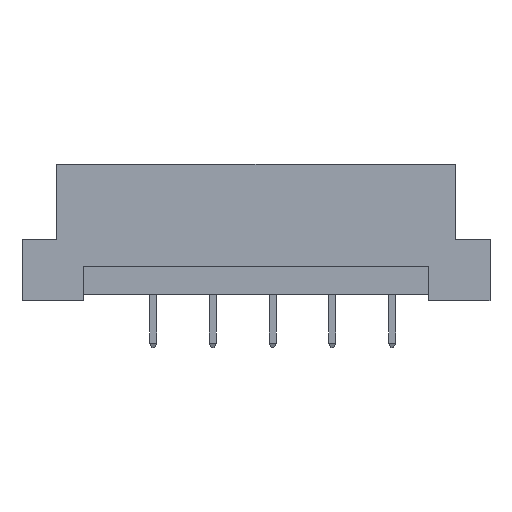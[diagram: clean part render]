
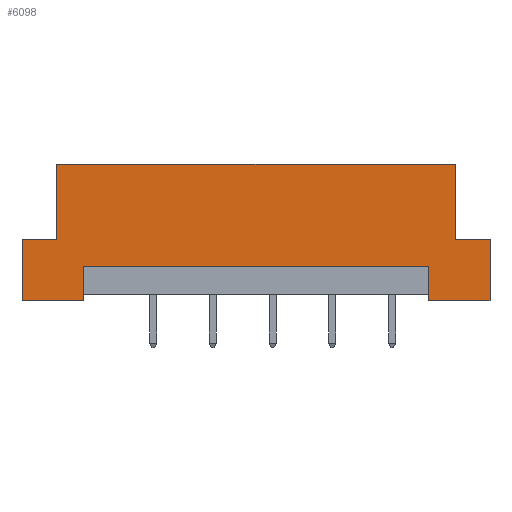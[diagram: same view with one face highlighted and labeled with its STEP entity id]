
A CAD part, front view. The second image highlights one B-rep face of the part: STEP entity #6098.
In plain terms, the highlighted planar face has unit normal (0, -1, 0).
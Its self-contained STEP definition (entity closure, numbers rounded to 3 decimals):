
#118 = CARTESIAN_POINT ( 'NONE',  ( 14.69, 0., 0. ) ) ;
#127 = DIRECTION ( 'NONE',  ( 0., 0., -1. ) ) ;
#371 = DIRECTION ( 'NONE',  ( 1., 0., 0. ) ) ;
#393 = CARTESIAN_POINT ( 'NONE',  ( -19.9, 0., 0. ) ) ;
#487 = EDGE_CURVE ( 'NONE', #3671, #4538, #4074, .T. ) ;
#506 = DIRECTION ( 'NONE',  ( 1., 0., 0. ) ) ;
#649 = ORIENTED_EDGE ( 'NONE', *, *, #1753, .F. ) ;
#724 = LINE ( 'NONE', #2745, #3404 ) ;
#785 = VERTEX_POINT ( 'NONE', #6367 ) ;
#885 = EDGE_CURVE ( 'NONE', #1568, #6169, #1527, .T. ) ;
#1091 = ORIENTED_EDGE ( 'NONE', *, *, #2924, .F. ) ;
#1094 = VECTOR ( 'NONE', #506, 1000. ) ;
#1112 = LINE ( 'NONE', #3136, #4296 ) ;
#1156 = CARTESIAN_POINT ( 'NONE',  ( -19.9, 0., 5.2 ) ) ;
#1239 = PLANE ( 'NONE',  #5538 ) ;
#1267 = EDGE_CURVE ( 'NONE', #1457, #1568, #3924, .T. ) ;
#1365 = VERTEX_POINT ( 'NONE', #5997 ) ;
#1457 = VERTEX_POINT ( 'NONE', #3705 ) ;
#1503 = EDGE_CURVE ( 'NONE', #5479, #5458, #724, .T. ) ;
#1527 = LINE ( 'NONE', #5019, #1094 ) ;
#1568 = VERTEX_POINT ( 'NONE', #1156 ) ;
#1753 = EDGE_CURVE ( 'NONE', #6169, #1365, #4256, .T. ) ;
#1760 = CARTESIAN_POINT ( 'NONE',  ( -16.94, 0., 5.2 ) ) ;
#1785 = CARTESIAN_POINT ( 'NONE',  ( -19.9, 0., 11.6 ) ) ;
#2021 = DIRECTION ( 'NONE',  ( -1., 0., 0. ) ) ;
#2305 = VECTOR ( 'NONE', #4812, 1000. ) ;
#2318 = DIRECTION ( 'NONE',  ( 0., 0., 1. ) ) ;
#2441 = EDGE_CURVE ( 'NONE', #5817, #785, #2878, .T. ) ;
#2539 = DIRECTION ( 'NONE',  ( 0., 0., 1. ) ) ;
#2553 = LINE ( 'NONE', #4069, #3867 ) ;
#2567 = ORIENTED_EDGE ( 'NONE', *, *, #4931, .F. ) ;
#2574 = VECTOR ( 'NONE', #4577, 1000. ) ;
#2632 = EDGE_LOOP ( 'NONE', ( #2697, #4712, #5981, #4690, #2567, #3537, #1091, #649, #5495, #2893, #5846, #3981 ) ) ;
#2667 = CARTESIAN_POINT ( 'NONE',  ( 19.9, 0., 0. ) ) ;
#2697 = ORIENTED_EDGE ( 'NONE', *, *, #4582, .F. ) ;
#2712 = CARTESIAN_POINT ( 'NONE',  ( 14.69, 0., 2.9 ) ) ;
#2745 = CARTESIAN_POINT ( 'NONE',  ( -14.69, 0., 0.5 ) ) ;
#2828 = VECTOR ( 'NONE', #5932, 1000. ) ;
#2862 = CARTESIAN_POINT ( 'NONE',  ( -16.94, 0., 5.2 ) ) ;
#2878 = LINE ( 'NONE', #5305, #2828 ) ;
#2893 = ORIENTED_EDGE ( 'NONE', *, *, #1267, .F. ) ;
#2924 = EDGE_CURVE ( 'NONE', #1365, #785, #4317, .T. ) ;
#2956 = CARTESIAN_POINT ( 'NONE',  ( 19.9, 0., 5.2 ) ) ;
#2983 = VECTOR ( 'NONE', #2539, 1000. ) ;
#3061 = DIRECTION ( 'NONE',  ( 0., 0., -1. ) ) ;
#3136 = CARTESIAN_POINT ( 'NONE',  ( 14.69, 0., 2.9 ) ) ;
#3157 = CARTESIAN_POINT ( 'NONE',  ( -19.9, 0., 0. ) ) ;
#3246 = VECTOR ( 'NONE', #371, 1000. ) ;
#3404 = VECTOR ( 'NONE', #127, 1000. ) ;
#3537 = ORIENTED_EDGE ( 'NONE', *, *, #2441, .T. ) ;
#3618 = DIRECTION ( 'NONE',  ( -1., 0., 0. ) ) ;
#3671 = VERTEX_POINT ( 'NONE', #2712 ) ;
#3705 = CARTESIAN_POINT ( 'NONE',  ( -19.9, 0., 0. ) ) ;
#3818 = VERTEX_POINT ( 'NONE', #4791 ) ;
#3867 = VECTOR ( 'NONE', #3618, 1000. ) ;
#3924 = LINE ( 'NONE', #393, #4359 ) ;
#3981 = ORIENTED_EDGE ( 'NONE', *, *, #1503, .F. ) ;
#4014 = CARTESIAN_POINT ( 'NONE',  ( 16.94, 0., 5.2 ) ) ;
#4069 = CARTESIAN_POINT ( 'NONE',  ( -19.9, 0., 0. ) ) ;
#4074 = LINE ( 'NONE', #6083, #2574 ) ;
#4214 = VECTOR ( 'NONE', #3061, 1000. ) ;
#4256 = LINE ( 'NONE', #1760, #2983 ) ;
#4296 = VECTOR ( 'NONE', #5139, 1000. ) ;
#4317 = LINE ( 'NONE', #1785, #2305 ) ;
#4344 = DIRECTION ( 'NONE',  ( 0., 1., 0. ) ) ;
#4359 = VECTOR ( 'NONE', #2318, 1000. ) ;
#4538 = VERTEX_POINT ( 'NONE', #118 ) ;
#4577 = DIRECTION ( 'NONE',  ( 0., 0., -1. ) ) ;
#4579 = LINE ( 'NONE', #2667, #4214 ) ;
#4582 = EDGE_CURVE ( 'NONE', #3671, #5479, #1112, .T. ) ;
#4690 = ORIENTED_EDGE ( 'NONE', *, *, #6334, .F. ) ;
#4712 = ORIENTED_EDGE ( 'NONE', *, *, #487, .T. ) ;
#4791 = CARTESIAN_POINT ( 'NONE',  ( 19.9, 0., 5.2 ) ) ;
#4812 = DIRECTION ( 'NONE',  ( 1., 0., 0. ) ) ;
#4916 = CARTESIAN_POINT ( 'NONE',  ( 19.9, 0., 0. ) ) ;
#4931 = EDGE_CURVE ( 'NONE', #5817, #3818, #5941, .T. ) ;
#5019 = CARTESIAN_POINT ( 'NONE',  ( -19.9, 0., 5.2 ) ) ;
#5139 = DIRECTION ( 'NONE',  ( -1., 0., 0. ) ) ;
#5261 = CARTESIAN_POINT ( 'NONE',  ( -19.9, 0., 11.6 ) ) ;
#5305 = CARTESIAN_POINT ( 'NONE',  ( 16.94, 0., 5.2 ) ) ;
#5316 = VERTEX_POINT ( 'NONE', #4916 ) ;
#5349 = LINE ( 'NONE', #3157, #5767 ) ;
#5428 = EDGE_CURVE ( 'NONE', #5458, #1457, #5349, .T. ) ;
#5434 = EDGE_CURVE ( 'NONE', #5316, #4538, #2553, .T. ) ;
#5458 = VERTEX_POINT ( 'NONE', #5577 ) ;
#5479 = VERTEX_POINT ( 'NONE', #5612 ) ;
#5495 = ORIENTED_EDGE ( 'NONE', *, *, #885, .F. ) ;
#5538 = AXIS2_PLACEMENT_3D ( 'NONE', #5261, #4344, #5856 ) ;
#5577 = CARTESIAN_POINT ( 'NONE',  ( -14.69, 0., 0. ) ) ;
#5612 = CARTESIAN_POINT ( 'NONE',  ( -14.69, 0., 2.9 ) ) ;
#5755 = FACE_OUTER_BOUND ( 'NONE', #2632, .T. ) ;
#5767 = VECTOR ( 'NONE', #2021, 1000. ) ;
#5817 = VERTEX_POINT ( 'NONE', #4014 ) ;
#5846 = ORIENTED_EDGE ( 'NONE', *, *, #5428, .F. ) ;
#5856 = DIRECTION ( 'NONE',  ( 0., 0., 1. ) ) ;
#5932 = DIRECTION ( 'NONE',  ( 0., 0., 1. ) ) ;
#5941 = LINE ( 'NONE', #2956, #3246 ) ;
#5981 = ORIENTED_EDGE ( 'NONE', *, *, #5434, .F. ) ;
#5997 = CARTESIAN_POINT ( 'NONE',  ( -16.94, 0., 11.6 ) ) ;
#6083 = CARTESIAN_POINT ( 'NONE',  ( 14.69, 0., 0.5 ) ) ;
#6098 = ADVANCED_FACE ( 'NONE', ( #5755 ), #1239, .F. ) ;
#6169 = VERTEX_POINT ( 'NONE', #2862 ) ;
#6334 = EDGE_CURVE ( 'NONE', #3818, #5316, #4579, .T. ) ;
#6367 = CARTESIAN_POINT ( 'NONE',  ( 16.94, 0., 11.6 ) ) ;
